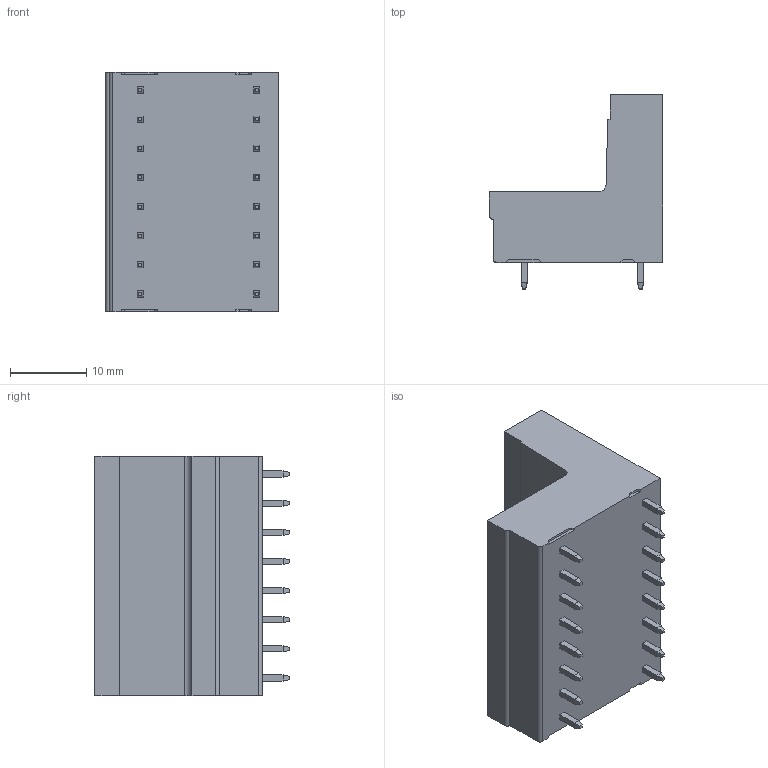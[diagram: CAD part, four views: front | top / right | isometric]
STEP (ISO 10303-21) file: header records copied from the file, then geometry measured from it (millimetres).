
FILE_DESCRIPTION((''),'2;1');
FILE_NAME('TLPHDC-105V-1','2024-09-19T09:39:12',('sheji109'),(''),'CREO PARAMETRIC BY PTC INC, 2018100','CREO PARAMETRIC BY PTC INC, 2018100','');
FILE_SCHEMA(('CONFIG_CONTROL_DESIGN'));
Length unit declared in the file: millimetre
Products named in the file (1): TLPHDC-105V-1
Bounding box: 22.7 x 25.4 x 31.27 mm (x, y, z)
Volume: 7315.8 mm3; surface area: 7693.5 mm2
Topology: 1 solids, 8 shells, 1094 faces, 2825 edges, 1804 vertices
Faces by surface type: plane 995, cylinder 75, cone 16, sphere 8
Entity records: 32672 total; most frequent: CARTESIAN_POINT 6008, ORIENTED_EDGE 5634, DIRECTION 5152, EDGE_CURVE 2817, VECTOR 2532, LINE 2532, VERTEX_POINT 1804, AXIS2_PLACEMENT_3D 1310
